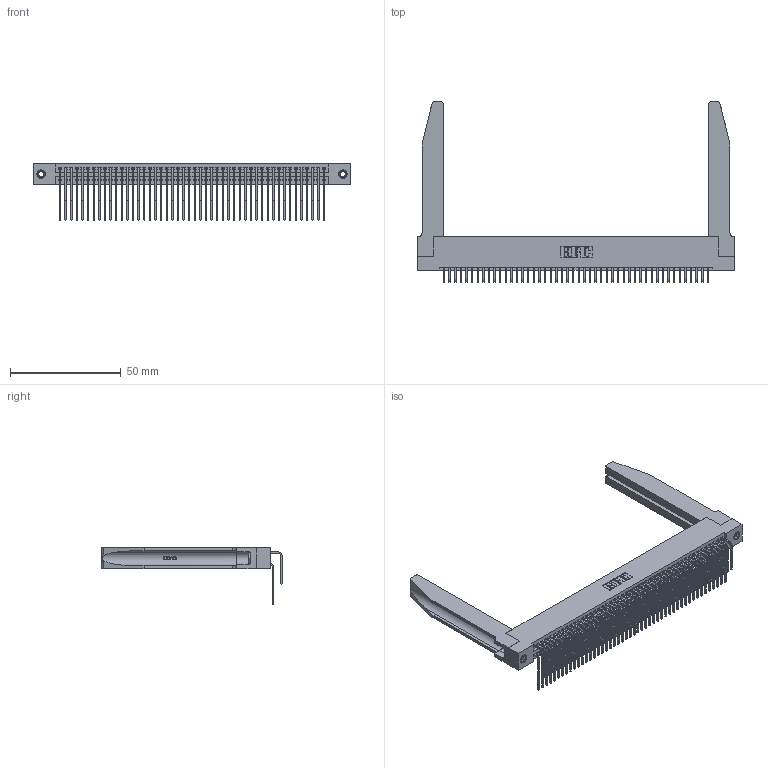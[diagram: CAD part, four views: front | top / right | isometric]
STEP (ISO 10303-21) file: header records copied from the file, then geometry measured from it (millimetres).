
FILE_DESCRIPTION (( 'STEP AP203' ), '1' );
FILE_NAME ('395-096-559-278.STEP', '2019-10-26T02:04:48', ( '' ), ( '' ), 'SwSTEP 2.0', 'SolidWorks 2016', '' );
FILE_SCHEMA (( 'CONFIG_CONTROL_DESIGN' ));
Length unit declared in the file: inch
Products named in the file (6): 345 Part_Flush Mounting Lugs - 0.156 Dia-TH; 345-292-001_558 559 Tail - 1; 345-292-001_559 Tail - 2; 345-250-001_345-250-001-102; 345-220-078_345-220-078; 395-096-559-278
Assembly tree (101 placements, depth 2):
  395-096-559-278
    345 Part_Flush Mounting Lugs - 0.156 Dia-TH
    345-292-001_558 559 Tail - 1  x48
    345-292-001_559 Tail - 2  x48
    345-250-001_345-250-001-102  x2
    345-220-078_345-220-078  x2
Bounding box: 143.15 x 81.52 x 25.53 mm (x, y, z)
Volume: 22286.1 mm3; surface area: 31015.4 mm2
Topology: 101 solids, 101 shells, 5352 faces, 15829 edges, 10414 vertices
Faces by surface type: plane 3582, cylinder 1718, bspline 36, cone 12, torus 4
Entity records: 43246 total; most frequent: CARTESIAN_POINT 8206, ORIENTED_EDGE 6986, DIRECTION 6195, EDGE_CURVE 3493, LINE 3035, VECTOR 3035, VERTEX_POINT 2320, AXIS2_PLACEMENT_3D 1580
